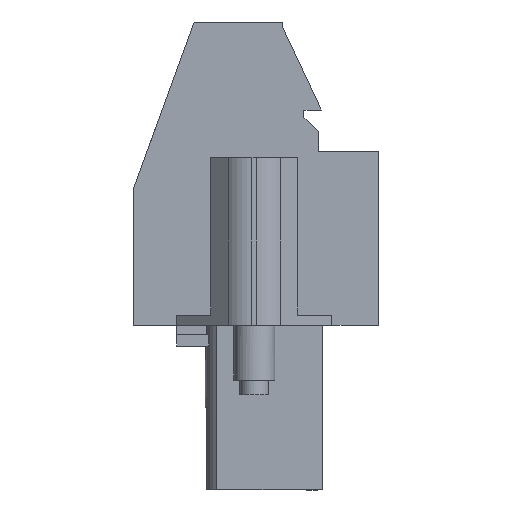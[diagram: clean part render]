
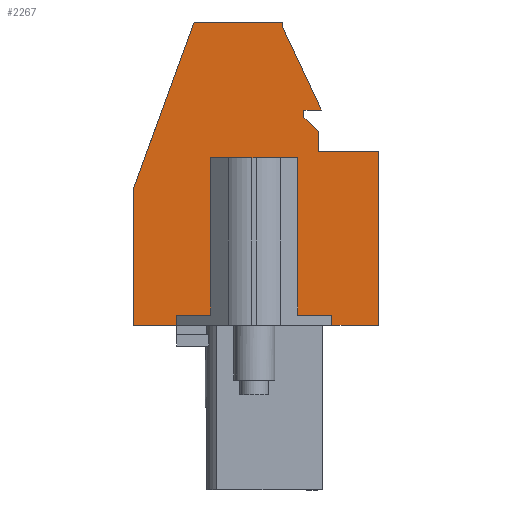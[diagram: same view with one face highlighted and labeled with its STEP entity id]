
A CAD part, left-side view. The second image highlights one B-rep face of the part: STEP entity #2267.
In plain terms, the highlighted planar face has unit normal (-1, 0, 0).
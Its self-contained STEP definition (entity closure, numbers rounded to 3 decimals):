
#951=AXIS2_PLACEMENT_3D('Plane Axis2P3D',#948,#949,#950) ;
#107=CARTESIAN_POINT('Line Origine',(3.47,1.125,7.95)) ;
#111=CARTESIAN_POINT('Vertex',(3.47,2.25,7.95)) ;
#113=CARTESIAN_POINT('Vertex',(3.47,0.,7.95)) ;
#162=CARTESIAN_POINT('Vertex',(3.47,9.75,7.95)) ;
#165=CARTESIAN_POINT('Line Origine',(3.47,10.79,7.95)) ;
#169=CARTESIAN_POINT('Vertex',(3.47,11.83,7.95)) ;
#948=CARTESIAN_POINT('Axis2P3D Location',(3.47,12.132,0.)) ;
#2155=CARTESIAN_POINT('Line Origine',(3.47,0.,12.15)) ;
#2159=CARTESIAN_POINT('Vertex',(3.47,0.,16.35)) ;
#2162=CARTESIAN_POINT('Line Origine',(3.47,1.45,16.35)) ;
#2166=CARTESIAN_POINT('Vertex',(3.47,2.9,16.35)) ;
#2169=CARTESIAN_POINT('Line Origine',(3.47,2.9,16.825)) ;
#2173=CARTESIAN_POINT('Vertex',(3.47,2.9,17.3)) ;
#2176=CARTESIAN_POINT('Line Origine',(3.47,3.25,17.65)) ;
#2180=CARTESIAN_POINT('Vertex',(3.47,3.6,18.)) ;
#2183=CARTESIAN_POINT('Line Origine',(3.47,3.6,18.175)) ;
#2187=CARTESIAN_POINT('Vertex',(3.47,3.6,18.35)) ;
#2190=CARTESIAN_POINT('Line Origine',(3.47,3.18,18.35)) ;
#2194=CARTESIAN_POINT('Vertex',(3.47,2.76,18.35)) ;
#2197=CARTESIAN_POINT('Line Origine',(3.47,3.704,20.375)) ;
#2201=CARTESIAN_POINT('Vertex',(3.47,4.649,22.4)) ;
#2204=CARTESIAN_POINT('Line Origine',(3.47,4.649,22.5)) ;
#2208=CARTESIAN_POINT('Vertex',(3.47,4.649,22.6)) ;
#2211=CARTESIAN_POINT('Line Origine',(3.47,6.778,22.6)) ;
#2215=CARTESIAN_POINT('Vertex',(3.47,8.908,22.6)) ;
#2218=CARTESIAN_POINT('Line Origine',(3.47,10.369,18.586)) ;
#2222=CARTESIAN_POINT('Vertex',(3.47,11.83,14.572)) ;
#2225=CARTESIAN_POINT('Line Origine',(3.47,11.83,11.261)) ;
#2230=CARTESIAN_POINT('Line Origine',(3.47,9.75,8.2)) ;
#2234=CARTESIAN_POINT('Vertex',(3.47,9.75,8.45)) ;
#2237=CARTESIAN_POINT('Line Origine',(3.47,6.,8.45)) ;
#2241=CARTESIAN_POINT('Vertex',(3.47,2.25,8.45)) ;
#2244=CARTESIAN_POINT('Line Origine',(3.47,2.25,8.2)) ;
#108=DIRECTION('Vector Direction',(0.,1.,0.)) ;
#166=DIRECTION('Vector Direction',(0.,-1.,0.)) ;
#949=DIRECTION('Axis2P3D Direction',(-1.,0.,0.)) ;
#950=DIRECTION('Axis2P3D XDirection',(0.,-1.,0.)) ;
#2156=DIRECTION('Vector Direction',(0.,0.,1.)) ;
#2163=DIRECTION('Vector Direction',(0.,1.,0.)) ;
#2170=DIRECTION('Vector Direction',(0.,0.,1.)) ;
#2177=DIRECTION('Vector Direction',(0.,0.707,0.707)) ;
#2184=DIRECTION('Vector Direction',(0.,0.,1.)) ;
#2191=DIRECTION('Vector Direction',(0.,-1.,0.)) ;
#2198=DIRECTION('Vector Direction',(0.,0.423,0.906)) ;
#2205=DIRECTION('Vector Direction',(0.,0.,1.)) ;
#2212=DIRECTION('Vector Direction',(0.,1.,0.)) ;
#2219=DIRECTION('Vector Direction',(0.,0.342,-0.94)) ;
#2226=DIRECTION('Vector Direction',(0.,0.,1.)) ;
#2231=DIRECTION('Vector Direction',(0.,0.,1.)) ;
#2238=DIRECTION('Vector Direction',(0.,1.,0.)) ;
#2245=DIRECTION('Vector Direction',(0.,0.,1.)) ;
#109=VECTOR('Line Direction',#108,1.) ;
#167=VECTOR('Line Direction',#166,1.) ;
#2157=VECTOR('Line Direction',#2156,1.) ;
#2164=VECTOR('Line Direction',#2163,1.) ;
#2171=VECTOR('Line Direction',#2170,1.) ;
#2178=VECTOR('Line Direction',#2177,1.) ;
#2185=VECTOR('Line Direction',#2184,1.) ;
#2192=VECTOR('Line Direction',#2191,1.) ;
#2199=VECTOR('Line Direction',#2198,1.) ;
#2206=VECTOR('Line Direction',#2205,1.) ;
#2213=VECTOR('Line Direction',#2212,1.) ;
#2220=VECTOR('Line Direction',#2219,1.) ;
#2227=VECTOR('Line Direction',#2226,1.) ;
#2232=VECTOR('Line Direction',#2231,1.) ;
#2239=VECTOR('Line Direction',#2238,1.) ;
#2246=VECTOR('Line Direction',#2245,1.) ;
#2250=ORIENTED_EDGE('',*,*,#115,.T.) ;
#2251=ORIENTED_EDGE('',*,*,#2161,.T.) ;
#2252=ORIENTED_EDGE('',*,*,#2168,.T.) ;
#2253=ORIENTED_EDGE('',*,*,#2175,.T.) ;
#2254=ORIENTED_EDGE('',*,*,#2182,.T.) ;
#2255=ORIENTED_EDGE('',*,*,#2189,.T.) ;
#2256=ORIENTED_EDGE('',*,*,#2196,.T.) ;
#2257=ORIENTED_EDGE('',*,*,#2203,.T.) ;
#2258=ORIENTED_EDGE('',*,*,#2210,.T.) ;
#2259=ORIENTED_EDGE('',*,*,#2217,.T.) ;
#2260=ORIENTED_EDGE('',*,*,#2224,.T.) ;
#2261=ORIENTED_EDGE('',*,*,#2229,.T.) ;
#2262=ORIENTED_EDGE('',*,*,#171,.F.) ;
#2263=ORIENTED_EDGE('',*,*,#2236,.T.) ;
#2264=ORIENTED_EDGE('',*,*,#2243,.F.) ;
#2265=ORIENTED_EDGE('',*,*,#2248,.F.) ;
#2267=ADVANCED_FACE('HOUSING',(#2266),#952,.T.) ;
#115=EDGE_CURVE('',#112,#114,#110,.F.) ;
#171=EDGE_CURVE('',#163,#170,#168,.F.) ;
#2161=EDGE_CURVE('',#114,#2160,#2158,.T.) ;
#2168=EDGE_CURVE('',#2160,#2167,#2165,.T.) ;
#2175=EDGE_CURVE('',#2167,#2174,#2172,.T.) ;
#2182=EDGE_CURVE('',#2174,#2181,#2179,.T.) ;
#2189=EDGE_CURVE('',#2181,#2188,#2186,.T.) ;
#2196=EDGE_CURVE('',#2188,#2195,#2193,.T.) ;
#2203=EDGE_CURVE('',#2195,#2202,#2200,.T.) ;
#2210=EDGE_CURVE('',#2202,#2209,#2207,.T.) ;
#2217=EDGE_CURVE('',#2209,#2216,#2214,.T.) ;
#2224=EDGE_CURVE('',#2216,#2223,#2221,.T.) ;
#2229=EDGE_CURVE('',#2223,#170,#2228,.F.) ;
#2236=EDGE_CURVE('',#163,#2235,#2233,.T.) ;
#2243=EDGE_CURVE('',#2242,#2235,#2240,.T.) ;
#2248=EDGE_CURVE('',#112,#2242,#2247,.T.) ;
#2249=EDGE_LOOP('',(#2250,#2251,#2252,#2253,#2254,#2255,#2256,#2257,#2258,#2259,#2260,#2261,#2262,#2263,#2264,#2265)) ;
#2266=FACE_OUTER_BOUND('',#2249,.T.) ;
#110=LINE('Line',#107,#109) ;
#168=LINE('Line',#165,#167) ;
#2158=LINE('Line',#2155,#2157) ;
#2165=LINE('Line',#2162,#2164) ;
#2172=LINE('Line',#2169,#2171) ;
#2179=LINE('Line',#2176,#2178) ;
#2186=LINE('Line',#2183,#2185) ;
#2193=LINE('Line',#2190,#2192) ;
#2200=LINE('Line',#2197,#2199) ;
#2207=LINE('Line',#2204,#2206) ;
#2214=LINE('Line',#2211,#2213) ;
#2221=LINE('Line',#2218,#2220) ;
#2228=LINE('Line',#2225,#2227) ;
#2233=LINE('Line',#2230,#2232) ;
#2240=LINE('Line',#2237,#2239) ;
#2247=LINE('Line',#2244,#2246) ;
#952=PLANE('',#951) ;
#112=VERTEX_POINT('',#111) ;
#114=VERTEX_POINT('',#113) ;
#163=VERTEX_POINT('',#162) ;
#170=VERTEX_POINT('',#169) ;
#2160=VERTEX_POINT('',#2159) ;
#2167=VERTEX_POINT('',#2166) ;
#2174=VERTEX_POINT('',#2173) ;
#2181=VERTEX_POINT('',#2180) ;
#2188=VERTEX_POINT('',#2187) ;
#2195=VERTEX_POINT('',#2194) ;
#2202=VERTEX_POINT('',#2201) ;
#2209=VERTEX_POINT('',#2208) ;
#2216=VERTEX_POINT('',#2215) ;
#2223=VERTEX_POINT('',#2222) ;
#2235=VERTEX_POINT('',#2234) ;
#2242=VERTEX_POINT('',#2241) ;
